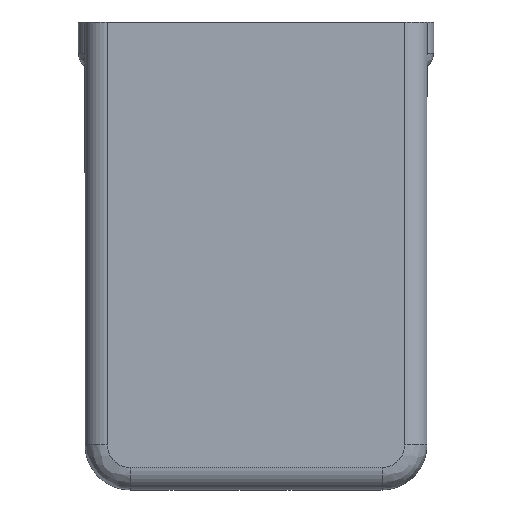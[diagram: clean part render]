
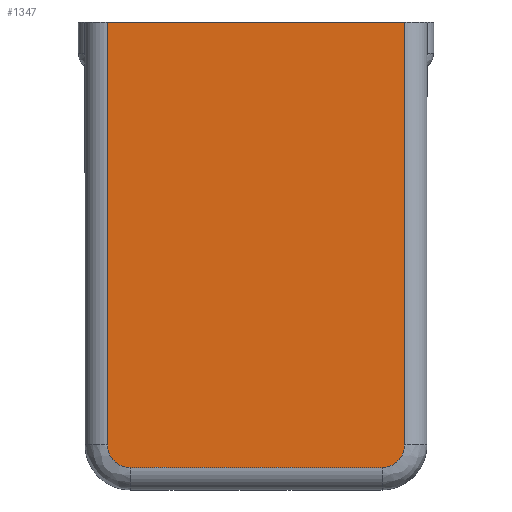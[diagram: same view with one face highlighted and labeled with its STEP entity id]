
A CAD part, front view. The second image highlights one B-rep face of the part: STEP entity #1347.
In plain terms, the highlighted planar face has unit normal (0, -1, 0).
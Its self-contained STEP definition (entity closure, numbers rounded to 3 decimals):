
#602=CARTESIAN_POINT('',(16.5,-10.3,23.5));
#603=VERTEX_POINT('',#602);
#604=CARTESIAN_POINT('',(-16.5,-10.3,23.5));
#605=VERTEX_POINT('',#604);
#606=CARTESIAN_POINT('',(16.5,-10.3,23.5));
#607=DIRECTION('',(-1.0,0.0,0.0));
#608=VECTOR('',#607,33.0);
#609=LINE('',#606,#608);
#610=EDGE_CURVE('',#603,#605,#609,.T.);
#1299=CARTESIAN_POINT('',(19.0,-10.3,0.0));
#1300=DIRECTION('',(0.0,-1.0,0.0));
#1301=DIRECTION('',(0.0,0.0,-1.0));
#1302=AXIS2_PLACEMENT_3D('',#1299,#1300,#1301);
#1303=PLANE('',#1302);
#1304=ORIENTED_EDGE('',*,*,#610,.T.);
#1305=CARTESIAN_POINT('',(-16.5,-10.3,-23.5));
#1306=VERTEX_POINT('',#1305);
#1307=CARTESIAN_POINT('',(-16.5,-10.3,-23.5));
#1308=DIRECTION('',(0.0,0.0,1.0));
#1309=VECTOR('',#1308,47.0);
#1310=LINE('',#1307,#1309);
#1311=EDGE_CURVE('',#1306,#605,#1310,.T.);
#1312=ORIENTED_EDGE('',*,*,#1311,.F.);
#1313=CARTESIAN_POINT('',(-14.,-10.3,-26.0));
#1314=VERTEX_POINT('',#1313);
#1315=CARTESIAN_POINT('',(-14.,-10.3,-23.5));
#1316=DIRECTION('',(0.0,1.,0.0));
#1317=DIRECTION('',(-0.707,0.0,-0.707));
#1318=AXIS2_PLACEMENT_3D('',#1315,#1316,#1317);
#1319=CIRCLE('',#1318,2.5);
#1320=EDGE_CURVE('',#1314,#1306,#1319,.T.);
#1321=ORIENTED_EDGE('',*,*,#1320,.F.);
#1322=CARTESIAN_POINT('',(14.,-10.3,-26.0));
#1323=VERTEX_POINT('',#1322);
#1324=CARTESIAN_POINT('',(14.0,-10.3,-26.0));
#1325=DIRECTION('',(-1.0,0.0,0.0));
#1326=VECTOR('',#1325,28.0);
#1327=LINE('',#1324,#1326);
#1328=EDGE_CURVE('',#1323,#1314,#1327,.T.);
#1329=ORIENTED_EDGE('',*,*,#1328,.F.);
#1330=CARTESIAN_POINT('',(16.5,-10.3,-23.5));
#1331=VERTEX_POINT('',#1330);
#1332=CARTESIAN_POINT('',(14.,-10.3,-23.5));
#1333=DIRECTION('',(0.0,1.,0.0));
#1334=DIRECTION('',(0.707,0.0,-0.707));
#1335=AXIS2_PLACEMENT_3D('',#1332,#1333,#1334);
#1336=CIRCLE('',#1335,2.5);
#1337=EDGE_CURVE('',#1331,#1323,#1336,.T.);
#1338=ORIENTED_EDGE('',*,*,#1337,.F.);
#1339=CARTESIAN_POINT('',(16.5,-10.3,23.5));
#1340=DIRECTION('',(0.0,0.0,-1.0));
#1341=VECTOR('',#1340,47.0);
#1342=LINE('',#1339,#1341);
#1343=EDGE_CURVE('',#603,#1331,#1342,.T.);
#1344=ORIENTED_EDGE('',*,*,#1343,.F.);
#1345=EDGE_LOOP('',(#1304,#1312,#1321,#1329,#1338,#1344));
#1346=FACE_OUTER_BOUND('',#1345,.T.);
#1347=ADVANCED_FACE('',(#1346),#1303,.T.);
